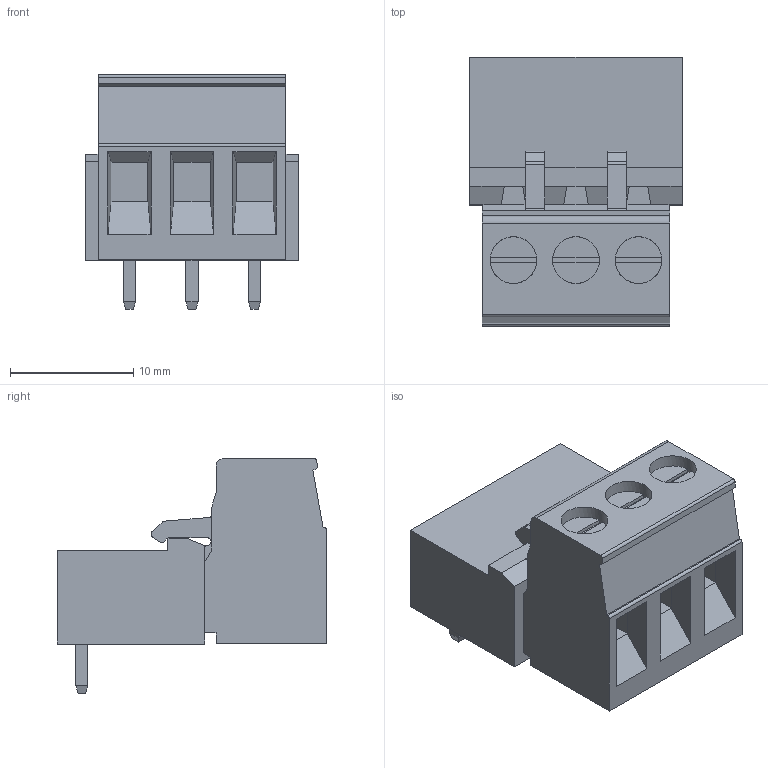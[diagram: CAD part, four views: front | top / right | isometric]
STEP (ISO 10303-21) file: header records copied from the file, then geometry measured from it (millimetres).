
FILE_DESCRIPTION(/* description */ ('model of PhoenixContact_MSTBA-G_03x5.08mm_Angled.'),/* implementation_level */ FILE_NAME(/* name */ 'PhoenixContact_MSTBA-G_03x5.08mm_Angled..stp',/* time_stamp */ '2017-06-08T17:40:37',/* author */ ('Rene Poeschl',''),/* organization */ (''),/* preprocessor_version */ '',/* originating_system */ '',/* authorisation */ '');
FILE_NAME(/* name */ 'PhoenixContact_MSTBA-G_03x5.08mm_Angled..stp',/* time_stamp */ '2017-06-08T17:40:37',/* author */ ('Rene Poeschl',''),/* organization */ (''),/* preprocessor_version */ '',/* originating_system */ '',/* authorisation */ '');
FILE_SCHEMA(('AUTOMOTIVE_DESIGN_CC2 { 1 2 10303 214 -1 1 5 4 }'));
Length unit declared in the file: millimetre
Products named in the file (1): MSTBA_01x03_G_5_08mm
Bounding box: 17.24 x 21.9 x 19.05 mm (x, y, z)
Volume: 3556.3 mm3; surface area: 2026.5 mm2
Topology: 1 solids, 1 shells, 153 faces, 400 edges, 254 vertices
Faces by surface type: plane 119, cylinder 22, bspline 12
Full cylindrical faces by diameter (mm): 3.8 x3
Entity records: 5690 total; most frequent: CARTESIAN_POINT 856, ORIENTED_EDGE 800, DIRECTION 732, EDGE_CURVE 400, LINE 328, VECTOR 328, VERTEX_POINT 254, AXIS2_PLACEMENT_3D 202
